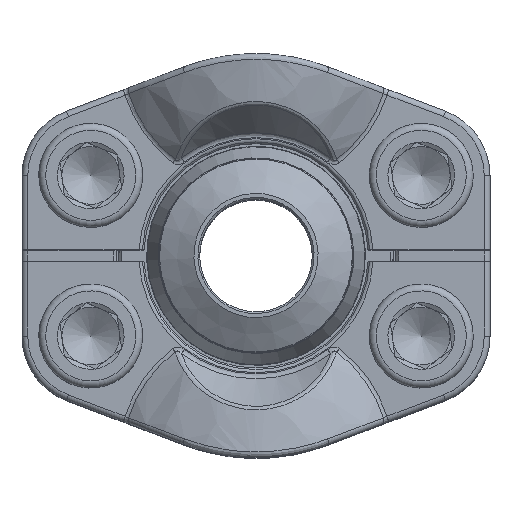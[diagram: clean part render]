
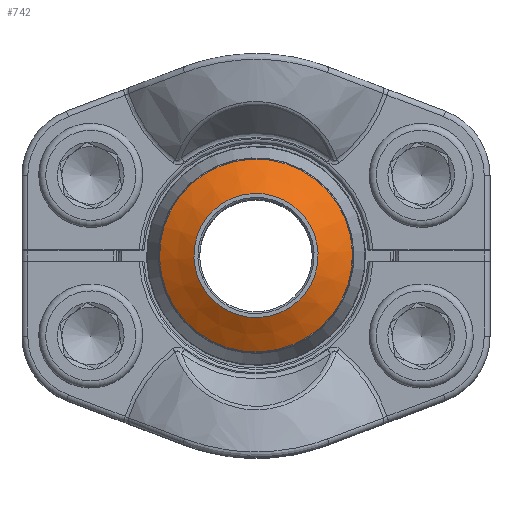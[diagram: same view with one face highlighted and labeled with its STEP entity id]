
A CAD part, top view. The second image highlights one B-rep face of the part: STEP entity #742.
In plain terms, the highlighted conical face has half-angle 60 degrees and reference radius 16.85 mm.
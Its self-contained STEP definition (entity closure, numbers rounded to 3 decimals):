
#326=CONICAL_SURFACE('',#3491,16.85,60.);
#412=FACE_BOUND('',#1179,.T.);
#413=FACE_BOUND('',#1180,.T.);
#742=ADVANCED_FACE('',(#412,#413),#326,.T.);
#1179=EDGE_LOOP('',(#1855));
#1180=EDGE_LOOP('',(#1856));
#1855=ORIENTED_EDGE('',*,*,#2836,.T.);
#1856=ORIENTED_EDGE('',*,*,#2837,.T.);
#2519=VERTEX_POINT('',#5433);
#2520=VERTEX_POINT('',#5435);
#2836=EDGE_CURVE('',#2519,#2519,#3193,.T.);
#2837=EDGE_CURVE('',#2520,#2520,#3194,.T.);
#3193=CIRCLE('',#3489,16.7);
#3194=CIRCLE('',#3490,10.75);
#3489=AXIS2_PLACEMENT_3D('',#5432,#4117,#4118);
#3490=AXIS2_PLACEMENT_3D('',#5434,#4119,#4120);
#3491=AXIS2_PLACEMENT_3D('',#5436,#4121,#4122);
#4117=DIRECTION('',(1.,0.,0.));
#4118=DIRECTION('',(0.,0.,-1.));
#4119=DIRECTION('',(-1.,0.,0.));
#4120=DIRECTION('',(0.,0.,1.));
#4121=DIRECTION('',(-1.,0.,0.));
#4122=DIRECTION('',(0.,0.,1.));
#5432=CARTESIAN_POINT('',(46.565,0.,0.));
#5433=CARTESIAN_POINT('',(46.565,0.,-16.7));
#5434=CARTESIAN_POINT('',(50.,0.,0.));
#5435=CARTESIAN_POINT('',(50.,0.,10.75));
#5436=CARTESIAN_POINT('',(46.478,0.,0.));
